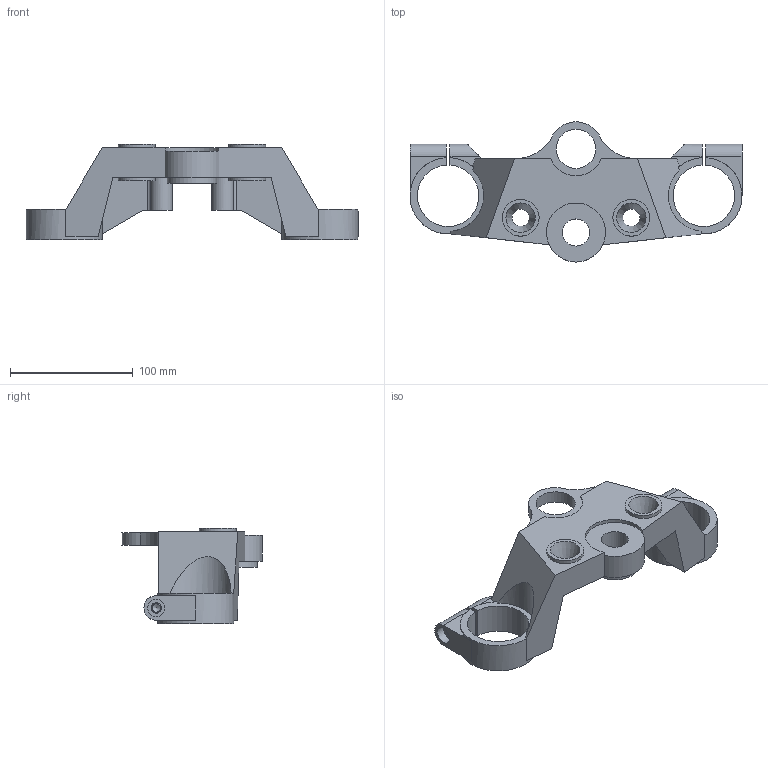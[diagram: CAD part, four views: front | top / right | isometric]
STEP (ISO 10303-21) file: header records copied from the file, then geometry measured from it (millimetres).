
FILE_DESCRIPTION(/* description */ (''),/* implementation_level */ '2;1');
FILE_NAME(/* name */ 'K.2 (Траверса верхняя).stp',/* time_stamp */ '2018-12-12T15:03:57+03:00',/* author */ (''),/* organization */ (''),/* preprocessor_version */ 'ST-DEVELOPER v16',/* originating_system */ 'SIEMENS PLM Software NX 11.0',/* authorisation */ '');
FILE_SCHEMA (('AP203_CONFIGURATION_CONTROLLED_3D_DESIGN_OF_MECHANICAL_PARTS_AND_ASSEMBLIES_MIM_LF { 1 0 10303 403 2 1 2}'));
Length unit declared in the file: millimetre
Products named in the file (1): K.2 (Траверса \X2\04320435
)
Bounding box: 270 x 113.92 x 78 mm (x, y, z)
Volume: 360349.9 mm3; surface area: 86717.9 mm2
Topology: 1 solids, 1 shells, 160 faces, 417 edges, 253 vertices
Faces by surface type: cylinder 69, plane 61, sphere 14, cone 10, torus 6
Full cylindrical faces by diameter (mm): 6.8 x4, 8.5 x2, 14 x2, 22 x1, 27 x1, 30 x4, 32 x1, 40 x1
Entity records: 4678 total; most frequent: DIRECTION 862, CARTESIAN_POINT 765, ORIENTED_EDGE 724, EDGE_CURVE 362, AXIS2_PLACEMENT_3D 339, VERTEX_POINT 242, EDGE_LOOP 206, LINE 184
